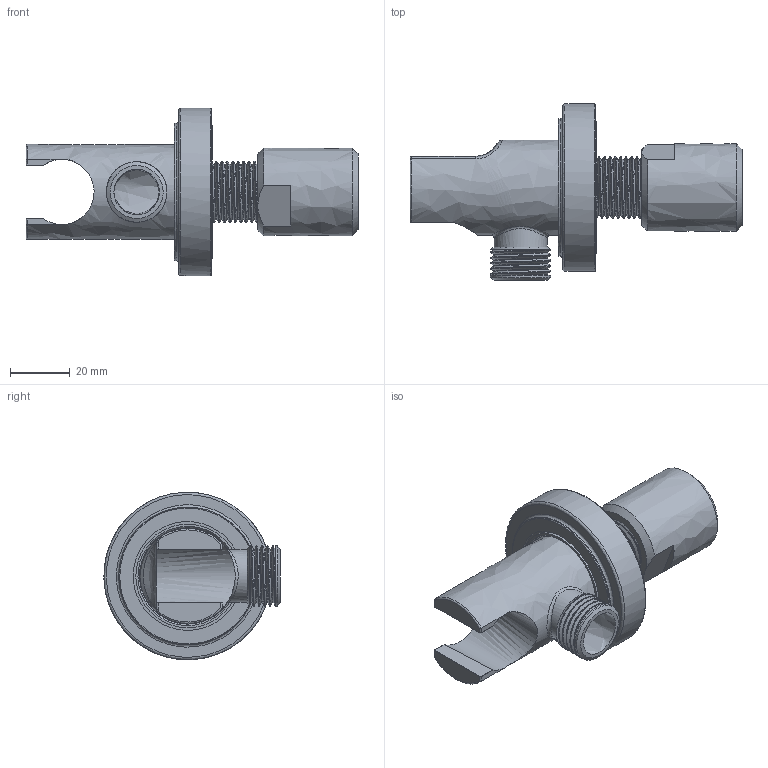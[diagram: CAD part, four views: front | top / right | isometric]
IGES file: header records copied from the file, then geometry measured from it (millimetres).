
Global section: file name: V766-A WALL BRACKET; native system: Autodesk Inventor 2020; preprocessor: unknown; author: rclarke; date: 20200721.082131; units: millimetre
Bounding box: 111 x 58.88 x 55.97 mm (x, y, z)
Volume: 61345.2 mm3; surface area: 37075.1 mm2
Topology: 11 solids, 11 shells, 169 faces, 443 edges, 305 vertices
Faces by surface type: bspline 169
